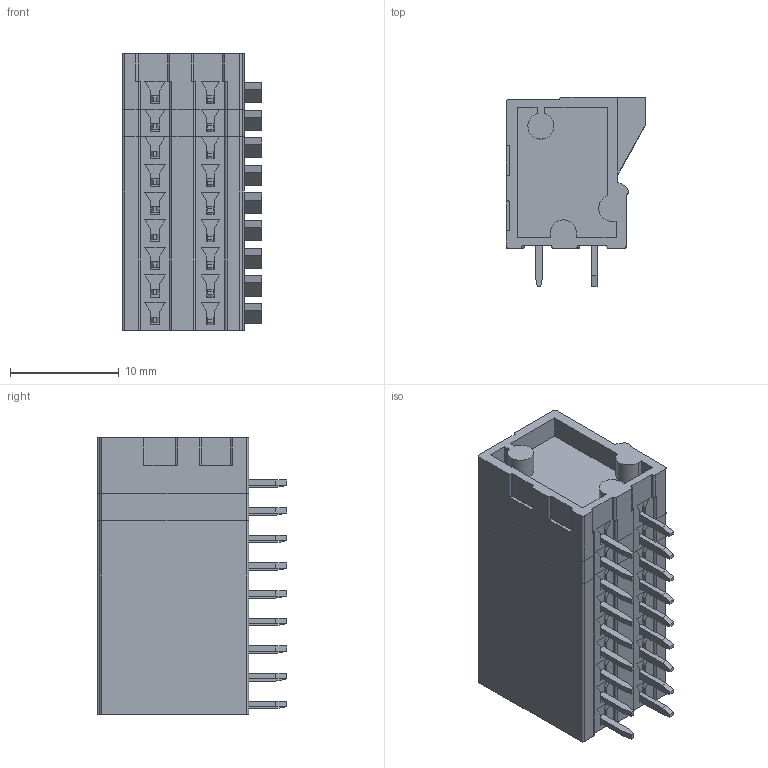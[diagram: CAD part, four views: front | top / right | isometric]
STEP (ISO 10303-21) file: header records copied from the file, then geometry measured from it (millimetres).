
FILE_DESCRIPTION((''),'2;1');
FILE_NAME('WJ141V-254-09P','2024-02-19T10:41:29',('Administrator'),(''),'CREO PARAMETRIC BY PTC INC, 2017260','CREO PARAMETRIC BY PTC INC, 2017260','');
FILE_SCHEMA(('CONFIG_CONTROL_DESIGN'));
Length unit declared in the file: millimetre
Products named in the file (1): WJ141V-254-09P
Bounding box: 12.8 x 17.4 x 25.4 mm (x, y, z)
Volume: 3140.6 mm3; surface area: 4262.8 mm2
Topology: 1 solids, 29 shells, 1100 faces, 2898 edges, 1910 vertices
Faces by surface type: plane 758, cylinder 192, cone 140, bspline 10
Entity records: 34108 total; most frequent: CARTESIAN_POINT 6359, ORIENTED_EDGE 5796, DIRECTION 5668, EDGE_CURVE 2898, VECTOR 2250, LINE 2250, VERTEX_POINT 1910, AXIS2_PLACEMENT_3D 1709
